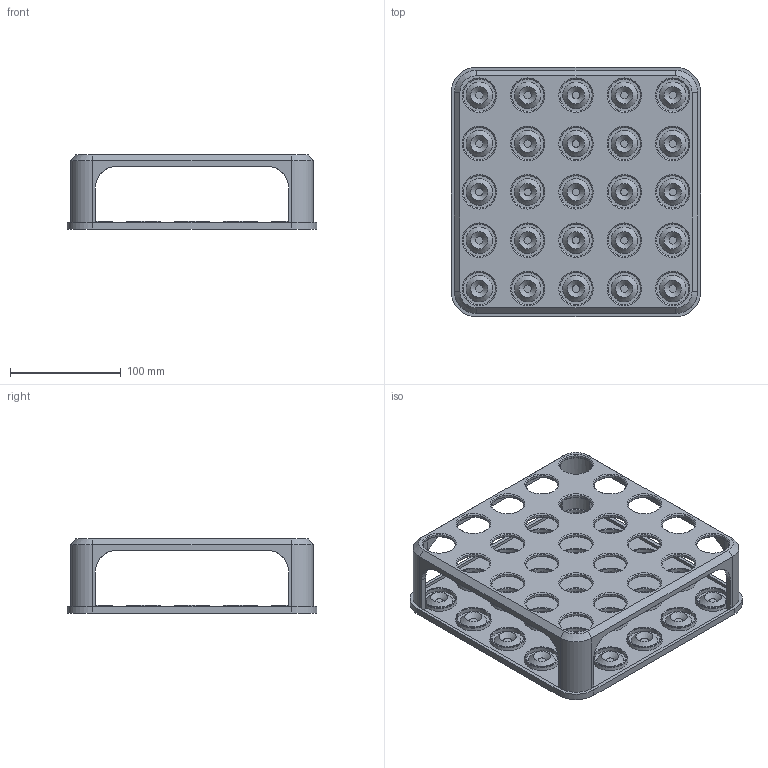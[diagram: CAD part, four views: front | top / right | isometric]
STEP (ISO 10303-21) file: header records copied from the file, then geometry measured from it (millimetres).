
FILE_DESCRIPTION(/* description */ ('','CAx-IF Rec.Pracs.---Representation and Presentation of Product Manufacturing Information (PMI)---4.0---2014-10-13'),/* implementation_level */ '2;1');
FILE_NAME(/* name */ '25-Hole Centrifuge Rack for 50mL Tubes v2.step',/* time_stamp */ '2025-02-27T13:35:48-08:00',/* author */ (''),/* organization */ (''),/* preprocessor_version */ 'ST-DEVELOPER v20',/* originating_system */ 'Autodesk Translation Framework v13.20.0.188',/* authorisation */ '');
FILE_SCHEMA (('AP242_MANAGED_MODEL_BASED_3D_ENGINEERING_MIM_LF { 1 0 10303 442 1 1 4 }'));
Length unit declared in the file: millimetre
Products named in the file (2): 25-Hole Centrifuge Rack for 50mL Tubes; Component1
Assembly tree (1 placements, depth 2):
  25-Hole Centrifuge Rack for 50mL Tubes
    Component1
Bounding box: 226 x 226 x 67 mm (x, y, z)
Volume: 376966.9 mm3; surface area: 226587.1 mm2
Topology: 2 solids, 2 shells, 369 faces, 759 edges, 445 vertices
Faces by surface type: cone 179, cylinder 99, plane 91
Full cylindrical faces by diameter (mm): 29.2 x50, 31.2 x25
Entity records: 9840 total; most frequent: DIRECTION 1872, CARTESIAN_POINT 1632, ORIENTED_EDGE 1518, EDGE_CURVE 759, AXIS2_PLACEMENT_3D 749, EDGE_LOOP 470, VERTEX_POINT 445, CIRCLE 377
